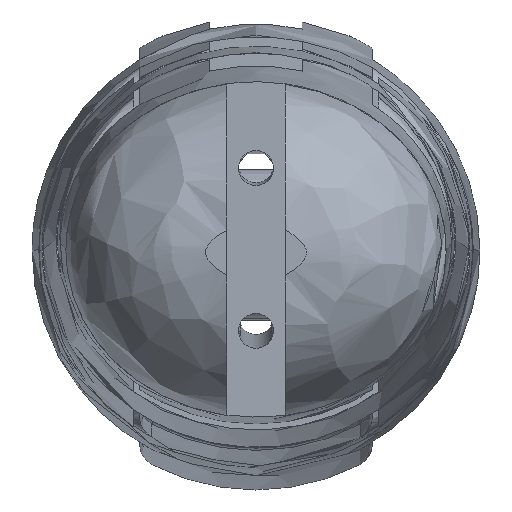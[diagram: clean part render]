
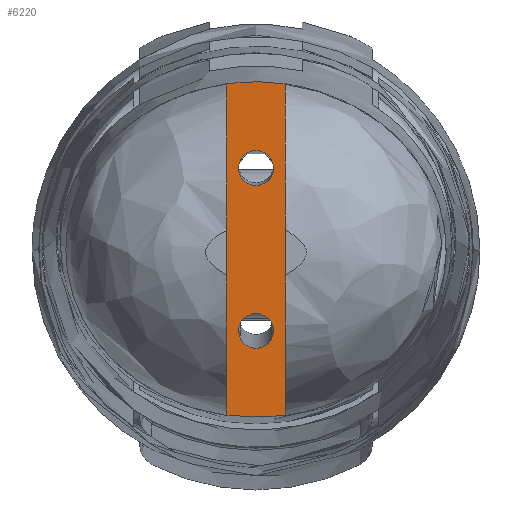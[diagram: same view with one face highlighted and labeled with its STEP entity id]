
A CAD part, top view. The second image highlights one B-rep face of the part: STEP entity #6220.
In plain terms, the highlighted face is planar.
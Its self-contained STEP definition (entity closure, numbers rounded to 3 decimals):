
#35 = ORIENTED_EDGE ( 'NONE', *, *, #3887, .F. ) ;
#131 = DIRECTION ( 'NONE',  ( 0., -1., 0. ) ) ;
#205 = CARTESIAN_POINT ( 'NONE',  ( 0., 3.5, 151.98 ) ) ;
#506 = VERTEX_POINT ( 'NONE', #9099 ) ;
#541 = CARTESIAN_POINT ( 'NONE',  ( 0.42, 7.239, 151.98 ) ) ;
#566 = ORIENTED_EDGE ( 'NONE', *, *, #4487, .T. ) ;
#577 = DIRECTION ( 'NONE',  ( 1., 0., 0. ) ) ;
#677 = FACE_BOUND ( 'NONE', #5844, .T. ) ;
#972 = CARTESIAN_POINT ( 'NONE',  ( 0.75, 3.5, 151.98 ) ) ;
#1045 = EDGE_CURVE ( 'NONE', #2936, #506, #1363, .T. ) ;
#1340 = PLANE ( 'NONE',  #9313 ) ;
#1343 = ORIENTED_EDGE ( 'NONE', *, *, #1045, .T. ) ;
#1363 =( BOUNDED_CURVE ( )  B_SPLINE_CURVE ( 3, ( #1746, #3300, #9076, #9297 ),
 .UNSPECIFIED., .F., .F. ) 
 B_SPLINE_CURVE_WITH_KNOTS ( ( 4, 4 ),
 ( 1.417, 1.724 ),
 .UNSPECIFIED. ) 
 CURVE ( )  GEOMETRIC_REPRESENTATION_ITEM ( )  RATIONAL_B_SPLINE_CURVE ( ( 1., 0.992, 0.992, 1. ) ) 
 REPRESENTATION_ITEM ( '' )  );
#1560 = VERTEX_POINT ( 'NONE', #8451 ) ;
#1672 = DIRECTION ( 'NONE',  ( 0., 0., 1. ) ) ;
#1720 = VERTEX_POINT ( 'NONE', #6357 ) ;
#1724 = CARTESIAN_POINT ( 'NONE',  ( 1.25, 7.125, 151.98 ) ) ;
#1746 = CARTESIAN_POINT ( 'NONE',  ( -1.25, -7.125, 151.98 ) ) ;
#1754 = CARTESIAN_POINT ( 'NONE',  ( 0., 3.5, 151.98 ) ) ;
#1945 = AXIS2_PLACEMENT_3D ( 'NONE', #4907, #6281, #577 ) ;
#2039 = DIRECTION ( 'NONE',  ( 0., 0., 1. ) ) ;
#2079 = ORIENTED_EDGE ( 'NONE', *, *, #4670, .F. ) ;
#2379 = CIRCLE ( 'NONE', #7666, 0.75 ) ;
#2658 = CARTESIAN_POINT ( 'NONE',  ( -0.42, 7.239, 151.98 ) ) ;
#2826 = DIRECTION ( 'NONE',  ( 1., 0., 0. ) ) ;
#2936 = VERTEX_POINT ( 'NONE', #6873 ) ;
#3300 = CARTESIAN_POINT ( 'NONE',  ( -0.42, -7.239, 151.98 ) ) ;
#3887 = EDGE_CURVE ( 'NONE', #1720, #8430, #6834, .T. ) ;
#4076 = CARTESIAN_POINT ( 'NONE',  ( -1.25, 7.125, 151.98 ) ) ;
#4117 = VECTOR ( 'NONE', #5023, 1000. ) ;
#4266 = EDGE_CURVE ( 'NONE', #2936, #1560, #6396, .T. ) ;
#4331 = ORIENTED_EDGE ( 'NONE', *, *, #7515, .F. ) ;
#4487 = EDGE_CURVE ( 'NONE', #8576, #1560, #5718, .T. ) ;
#4670 = EDGE_CURVE ( 'NONE', #9331, #8973, #6026, .T. ) ;
#4768 = CARTESIAN_POINT ( 'NONE',  ( -0.75, 3.5, 151.98 ) ) ;
#4862 = EDGE_CURVE ( 'NONE', #8430, #1720, #7992, .T. ) ;
#4907 = CARTESIAN_POINT ( 'NONE',  ( 0., -3.5, 151.98 ) ) ;
#4944 = CARTESIAN_POINT ( 'NONE',  ( 0., -3.5, 151.98 ) ) ;
#4970 = FACE_BOUND ( 'NONE', #7923, .T. ) ;
#5023 = DIRECTION ( 'NONE',  ( 0., 1., 0. ) ) ;
#5128 = LINE ( 'NONE', #7408, #8092 ) ;
#5420 = EDGE_LOOP ( 'NONE', ( #9178, #1343, #7725, #566 ) ) ;
#5476 = CARTESIAN_POINT ( 'NONE',  ( -0.75, -3.5, 151.98 ) ) ;
#5718 =( BOUNDED_CURVE ( )  B_SPLINE_CURVE ( 3, ( #1724, #541, #2658, #4076 ),
 .UNSPECIFIED., .F., .F. ) 
 B_SPLINE_CURVE_WITH_KNOTS ( ( 4, 4 ),
 ( 4.559, 4.866 ),
 .UNSPECIFIED. ) 
 CURVE ( )  GEOMETRIC_REPRESENTATION_ITEM ( )  RATIONAL_B_SPLINE_CURVE ( ( 1., 0.992, 0.992, 1. ) ) 
 REPRESENTATION_ITEM ( '' )  );
#5844 = EDGE_LOOP ( 'NONE', ( #35, #6546 ) ) ;
#5850 = CARTESIAN_POINT ( 'NONE',  ( 1.25, 7.125, 151.98 ) ) ;
#6026 = CIRCLE ( 'NONE', #6477, 0.75 ) ;
#6046 = DIRECTION ( 'NONE',  ( 1., 0., 0. ) ) ;
#6220 = ADVANCED_FACE ( 'NONE', ( #8512, #677, #4970 ), #1340, .T. ) ;
#6281 = DIRECTION ( 'NONE',  ( 0., 0., 1. ) ) ;
#6357 = CARTESIAN_POINT ( 'NONE',  ( 0.75, -3.5, 151.98 ) ) ;
#6396 = LINE ( 'NONE', #8525, #4117 ) ;
#6477 = AXIS2_PLACEMENT_3D ( 'NONE', #205, #1672, #6766 ) ;
#6546 = ORIENTED_EDGE ( 'NONE', *, *, #4862, .F. ) ;
#6766 = DIRECTION ( 'NONE',  ( 1., 0., 0. ) ) ;
#6834 = CIRCLE ( 'NONE', #8804, 0.75 ) ;
#6873 = CARTESIAN_POINT ( 'NONE',  ( -1.25, -7.125, 151.98 ) ) ;
#7099 = CARTESIAN_POINT ( 'NONE',  ( 0., 0., 151.98 ) ) ;
#7171 = DIRECTION ( 'NONE',  ( 0., 0., 1. ) ) ;
#7408 = CARTESIAN_POINT ( 'NONE',  ( 1.25, 0., 151.98 ) ) ;
#7515 = EDGE_CURVE ( 'NONE', #8973, #9331, #2379, .T. ) ;
#7666 = AXIS2_PLACEMENT_3D ( 'NONE', #1754, #8747, #6046 ) ;
#7725 = ORIENTED_EDGE ( 'NONE', *, *, #8992, .F. ) ;
#7923 = EDGE_LOOP ( 'NONE', ( #4331, #2079 ) ) ;
#7992 = CIRCLE ( 'NONE', #1945, 0.75 ) ;
#8085 = DIRECTION ( 'NONE',  ( 1., 0., 0. ) ) ;
#8092 = VECTOR ( 'NONE', #131, 1000. ) ;
#8430 = VERTEX_POINT ( 'NONE', #5476 ) ;
#8451 = CARTESIAN_POINT ( 'NONE',  ( -1.25, 7.125, 151.98 ) ) ;
#8512 = FACE_OUTER_BOUND ( 'NONE', #5420, .T. ) ;
#8525 = CARTESIAN_POINT ( 'NONE',  ( -1.25, 0., 151.98 ) ) ;
#8576 = VERTEX_POINT ( 'NONE', #5850 ) ;
#8747 = DIRECTION ( 'NONE',  ( 0., 0., 1. ) ) ;
#8804 = AXIS2_PLACEMENT_3D ( 'NONE', #4944, #7171, #2826 ) ;
#8973 = VERTEX_POINT ( 'NONE', #972 ) ;
#8992 = EDGE_CURVE ( 'NONE', #8576, #506, #5128, .T. ) ;
#9076 = CARTESIAN_POINT ( 'NONE',  ( 0.42, -7.239, 151.98 ) ) ;
#9099 = CARTESIAN_POINT ( 'NONE',  ( 1.25, -7.125, 151.98 ) ) ;
#9178 = ORIENTED_EDGE ( 'NONE', *, *, #4266, .F. ) ;
#9297 = CARTESIAN_POINT ( 'NONE',  ( 1.25, -7.125, 151.98 ) ) ;
#9313 = AXIS2_PLACEMENT_3D ( 'NONE', #7099, #2039, #8085 ) ;
#9331 = VERTEX_POINT ( 'NONE', #4768 ) ;
